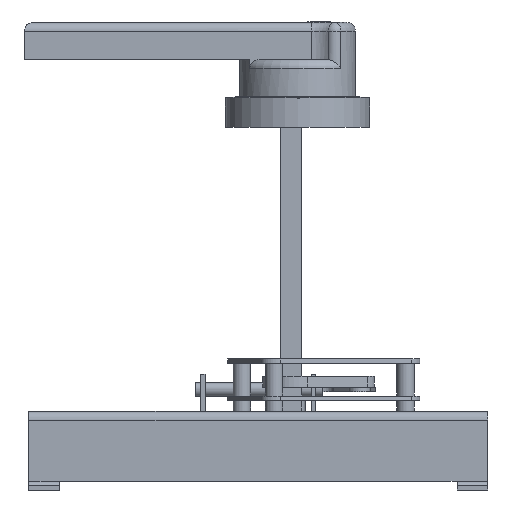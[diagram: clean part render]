
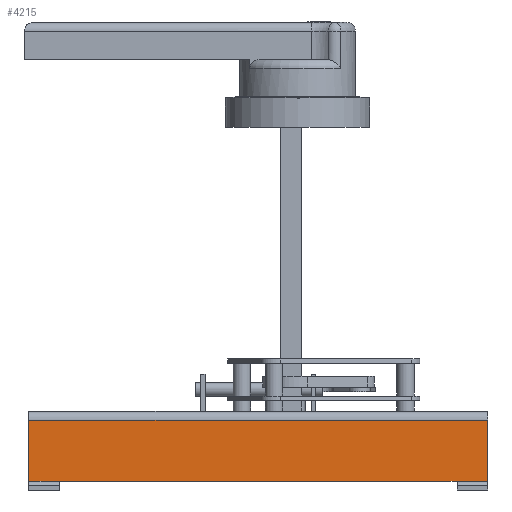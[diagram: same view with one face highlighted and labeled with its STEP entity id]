
A CAD part, front view. The second image highlights one B-rep face of the part: STEP entity #4215.
In plain terms, the highlighted planar face has unit normal (0, -1, 0).
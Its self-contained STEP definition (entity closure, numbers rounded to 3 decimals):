
#117 = EDGE_CURVE ( 'NONE', #2078, #1361, #7135, .T. ) ;
#306 = CARTESIAN_POINT ( 'NONE',  ( 91., -110., 4. ) ) ;
#365 = LINE ( 'NONE', #5937, #1667 ) ;
#561 = ORIENTED_EDGE ( 'NONE', *, *, #1971, .T. ) ;
#576 = EDGE_CURVE ( 'NONE', #1891, #3744, #6783, .T. ) ;
#757 = ORIENTED_EDGE ( 'NONE', *, *, #576, .F. ) ;
#847 = CARTESIAN_POINT ( 'NONE',  ( -105., -110., 32. ) ) ;
#964 = CARTESIAN_POINT ( 'NONE',  ( -105., -110., 4. ) ) ;
#986 = CARTESIAN_POINT ( 'NONE',  ( -105., -110., 36. ) ) ;
#1051 = VECTOR ( 'NONE', #4234, 1000. ) ;
#1072 = DIRECTION ( 'NONE',  ( 0., 0., -1. ) ) ;
#1361 = VERTEX_POINT ( 'NONE', #6324 ) ;
#1395 = LINE ( 'NONE', #1978, #2949 ) ;
#1576 = VERTEX_POINT ( 'NONE', #964 ) ;
#1667 = VECTOR ( 'NONE', #2535, 1000. ) ;
#1686 = VECTOR ( 'NONE', #4900, 1000. ) ;
#1891 = VERTEX_POINT ( 'NONE', #306 ) ;
#1971 = EDGE_CURVE ( 'NONE', #1891, #1361, #365, .T. ) ;
#1978 = CARTESIAN_POINT ( 'NONE',  ( -105., -110., 36. ) ) ;
#2032 = EDGE_CURVE ( 'NONE', #1576, #3744, #6066, .T. ) ;
#2078 = VERTEX_POINT ( 'NONE', #5448 ) ;
#2196 = CARTESIAN_POINT ( 'NONE',  ( 105., -110., 36. ) ) ;
#2318 = ORIENTED_EDGE ( 'NONE', *, *, #2389, .T. ) ;
#2389 = EDGE_CURVE ( 'NONE', #3594, #1576, #1395, .T. ) ;
#2535 = DIRECTION ( 'NONE',  ( 1., 0., 0. ) ) ;
#2570 = DIRECTION ( 'NONE',  ( 0., 0., -1. ) ) ;
#2662 = DIRECTION ( 'NONE',  ( -1., 0., 0. ) ) ;
#2664 = FACE_OUTER_BOUND ( 'NONE', #6084, .T. ) ;
#2751 = CARTESIAN_POINT ( 'NONE',  ( -105., -110., 32. ) ) ;
#2949 = VECTOR ( 'NONE', #2570, 1000. ) ;
#3308 = ORIENTED_EDGE ( 'NONE', *, *, #117, .F. ) ;
#3533 = VECTOR ( 'NONE', #2662, 1000. ) ;
#3594 = VERTEX_POINT ( 'NONE', #847 ) ;
#3703 = LINE ( 'NONE', #2751, #3533 ) ;
#3744 = VERTEX_POINT ( 'NONE', #3778 ) ;
#3778 = CARTESIAN_POINT ( 'NONE',  ( -91., -110., 4. ) ) ;
#4215 = ADVANCED_FACE ( 'NONE', ( #2664 ), #4819, .F. ) ;
#4219 = DIRECTION ( 'NONE',  ( 0., 0., 1. ) ) ;
#4234 = DIRECTION ( 'NONE',  ( 1., 0., 0. ) ) ;
#4539 = ORIENTED_EDGE ( 'NONE', *, *, #2032, .T. ) ;
#4810 = VECTOR ( 'NONE', #1072, 1000. ) ;
#4817 = CARTESIAN_POINT ( 'NONE',  ( -91., -110., 4. ) ) ;
#4819 = PLANE ( 'NONE',  #7088 ) ;
#4840 = DIRECTION ( 'NONE',  ( 0., 1., 0. ) ) ;
#4900 = DIRECTION ( 'NONE',  ( -1., 0., 0. ) ) ;
#5448 = CARTESIAN_POINT ( 'NONE',  ( 105., -110., 32. ) ) ;
#5937 = CARTESIAN_POINT ( 'NONE',  ( -105., -110., 4. ) ) ;
#5955 = CARTESIAN_POINT ( 'NONE',  ( 91., -110., 4. ) ) ;
#6066 = LINE ( 'NONE', #4817, #1051 ) ;
#6084 = EDGE_LOOP ( 'NONE', ( #4539, #757, #561, #3308, #6612, #2318 ) ) ;
#6324 = CARTESIAN_POINT ( 'NONE',  ( 105., -110., 4. ) ) ;
#6452 = EDGE_CURVE ( 'NONE', #2078, #3594, #3703, .T. ) ;
#6612 = ORIENTED_EDGE ( 'NONE', *, *, #6452, .T. ) ;
#6783 = LINE ( 'NONE', #5955, #1686 ) ;
#7088 = AXIS2_PLACEMENT_3D ( 'NONE', #986, #4840, #4219 ) ;
#7135 = LINE ( 'NONE', #2196, #4810 ) ;
